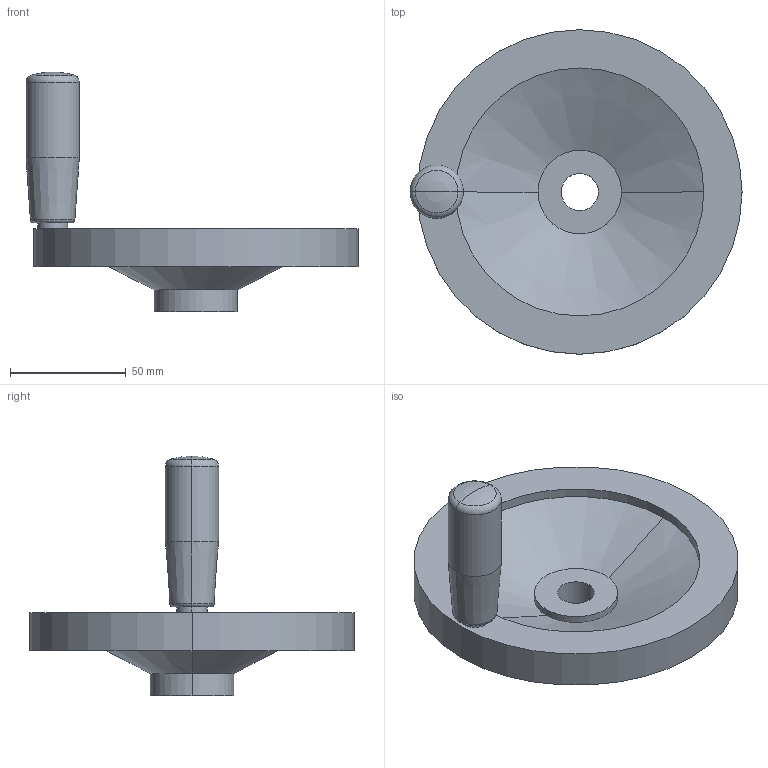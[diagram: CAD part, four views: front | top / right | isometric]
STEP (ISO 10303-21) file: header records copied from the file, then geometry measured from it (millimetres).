
FILE_DESCRIPTION(('STEP AP214'),'1');
FILE_NAME(' ',' ',('TraceParts'),('TraceParts S.A.'),'XStep 1.0',' ',' ');
FILE_SCHEMA(('automotive_design'));
Length unit declared in the file: millimetre
Products named in the file (1): 1
Bounding box: 143.25 x 140 x 103.5 mm (x, y, z)
Volume: 186293.2 mm3; surface area: 50801.3 mm2
Topology: 1 solids, 1 shells, 33 faces, 68 edges, 39 vertices
Faces by surface type: cylinder 16, cone 6, plane 5, torus 4, sphere 2
Entity records: 1681 total; most frequent: DIRECTION 178, STYLED_ITEM 139, PRESENTATION_STYLE_ASSIGNMENT 139, CARTESIAN_POINT 139, COLOUR_RGB 139, ORIENTED_EDGE 132, AXIS2_PLACEMENT_3D 78, EDGE_CURVE 66
